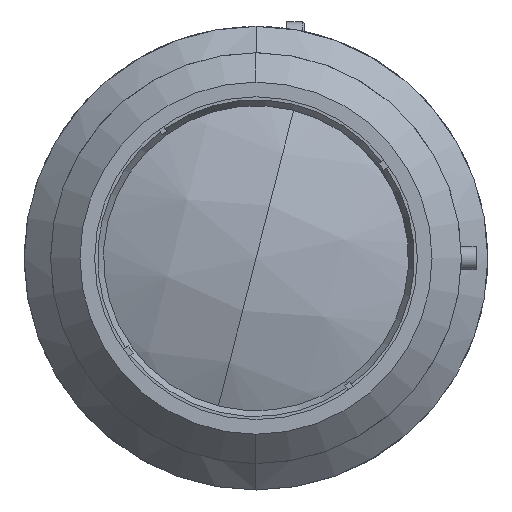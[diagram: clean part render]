
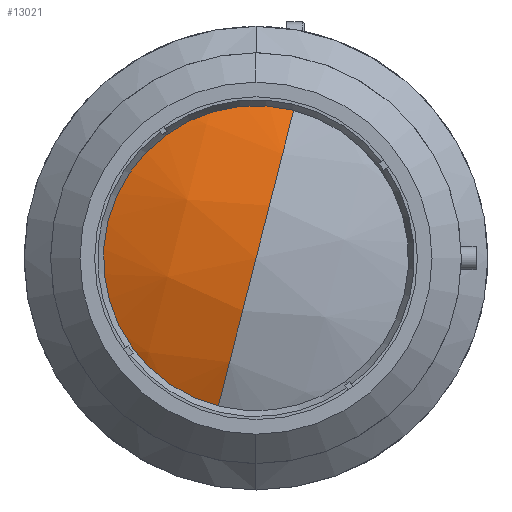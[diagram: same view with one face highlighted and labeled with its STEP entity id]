
A CAD part, left-side view. The second image highlights one B-rep face of the part: STEP entity #13021.
In plain terms, the highlighted spherical face has radius 65.508 mm.
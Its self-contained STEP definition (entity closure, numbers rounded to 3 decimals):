
#113 = VERTEX_POINT ( 'NONE', #11858 ) ;
#639 = VERTEX_POINT ( 'NONE', #7954 ) ;
#839 = VERTEX_POINT ( 'NONE', #12119 ) ;
#1671 = ORIENTED_EDGE ( 'NONE', *, *, #14168, .F. ) ;
#2113 = AXIS2_PLACEMENT_3D ( 'NONE', #16876, #13658, #3105 ) ;
#3105 = DIRECTION ( 'NONE',  ( 0., -0.247, 0.969 ) ) ;
#3836 = CIRCLE ( 'NONE', #15601, 27. ) ;
#5292 = CARTESIAN_POINT ( 'NONE',  ( 66.546, 0., 0. ) ) ;
#5424 = CARTESIAN_POINT ( 'NONE',  ( 6.861, 0., 0. ) ) ;
#5823 = DIRECTION ( 'NONE',  ( 0., 0.969, 0.247 ) ) ;
#7056 = DIRECTION ( 'NONE',  ( 0., 0.247, -0.969 ) ) ;
#7189 = DIRECTION ( 'NONE',  ( 0., 0.969, 0.247 ) ) ;
#7375 = ORIENTED_EDGE ( 'NONE', *, *, #16061, .T. ) ;
#7954 = CARTESIAN_POINT ( 'NONE',  ( 1.038, 0., 0. ) ) ;
#9481 = AXIS2_PLACEMENT_3D ( 'NONE', #5292, #17596, #7056 ) ;
#11858 = CARTESIAN_POINT ( 'NONE',  ( 6.861, -6.66, 26.166 ) ) ;
#12108 = ORIENTED_EDGE ( 'NONE', *, *, #20238, .T. ) ;
#12119 = CARTESIAN_POINT ( 'NONE',  ( 6.861, 6.66, -26.166 ) ) ;
#13021 = ADVANCED_FACE ( 'NONE', ( #15583 ), #20260, .T. ) ;
#13283 = CIRCLE ( 'NONE', #14803, 65.508 ) ;
#13658 = DIRECTION ( 'NONE',  ( 0., 0.969, 0.247 ) ) ;
#14168 = EDGE_CURVE ( 'NONE', #113, #639, #14445, .T. ) ;
#14445 = CIRCLE ( 'NONE', #9481, 65.508 ) ;
#14803 = AXIS2_PLACEMENT_3D ( 'NONE', #16371, #5823, #18130 ) ;
#15583 = FACE_OUTER_BOUND ( 'NONE', #16421, .T. ) ;
#15601 = AXIS2_PLACEMENT_3D ( 'NONE', #5424, #17742, #7189 ) ;
#16061 = EDGE_CURVE ( 'NONE', #839, #639, #13283, .T. ) ;
#16371 = CARTESIAN_POINT ( 'NONE',  ( 66.546, 0., 0. ) ) ;
#16421 = EDGE_LOOP ( 'NONE', ( #12108, #7375, #1671 ) ) ;
#16876 = CARTESIAN_POINT ( 'NONE',  ( 66.546, 0., 0. ) ) ;
#17596 = DIRECTION ( 'NONE',  ( 0., -0.969, -0.247 ) ) ;
#17742 = DIRECTION ( 'NONE',  ( -1., 0., 0. ) ) ;
#18130 = DIRECTION ( 'NONE',  ( 0., -0.247, 0.969 ) ) ;
#20238 = EDGE_CURVE ( 'NONE', #113, #839, #3836, .T. ) ;
#20260 = SPHERICAL_SURFACE ( 'NONE', #2113, 65.508 ) ;
